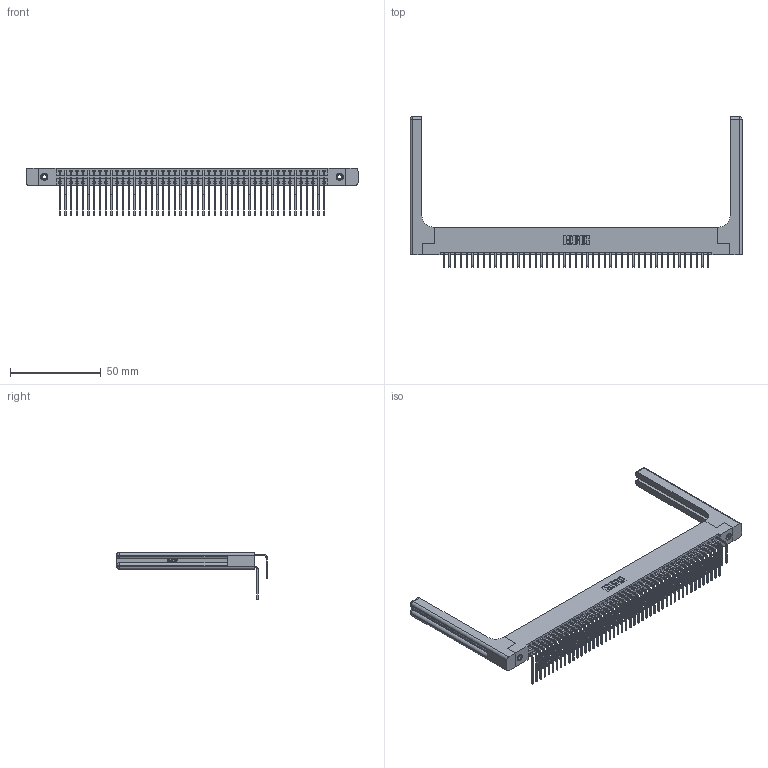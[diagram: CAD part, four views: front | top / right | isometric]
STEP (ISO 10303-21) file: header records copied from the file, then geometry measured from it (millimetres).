
FILE_DESCRIPTION (( 'STEP AP203' ), '1' );
FILE_NAME ('346-094-558-258.STEP', '2022-05-26T15:11:23', ( '' ), ( '' ), 'SwSTEP 2.0', 'SolidWorks 2020', '' );
FILE_SCHEMA (( 'CONFIG_CONTROL_DESIGN' ));
Length unit declared in the file: inch
Products named in the file (6): 345-292-001_558 559 Tail - 1; 346 Part_Flush Mounting Lugs - 0.156 Dia-TH; 345-292-001_558 Tail - 2; 346-220-058_345-220-058; 346-094-558-258; 345-250-001_345-250-001-102
Assembly tree (99 placements, depth 2):
  346-094-558-258
    346 Part_Flush Mounting Lugs - 0.156 Dia-TH
    345-292-001_558 559 Tail - 1  x47
    345-292-001_558 Tail - 2  x47
    345-250-001_345-250-001-102  x2
    346-220-058_345-220-058  x2
Bounding box: 183.29 x 83.12 x 26.16 mm (x, y, z)
Volume: 25929.9 mm3; surface area: 33028.4 mm2
Topology: 99 solids, 99 shells, 5468 faces, 16165 edges, 10630 vertices
Faces by surface type: plane 3716, cylinder 1692, bspline 36, cone 12, sphere 8, torus 4
Entity records: 37382 total; most frequent: CARTESIAN_POINT 7218, ORIENTED_EDGE 5896, DIRECTION 5316, EDGE_CURVE 2948, VECTOR 2496, LINE 2496, VERTEX_POINT 1954, AXIS2_PLACEMENT_3D 1410
